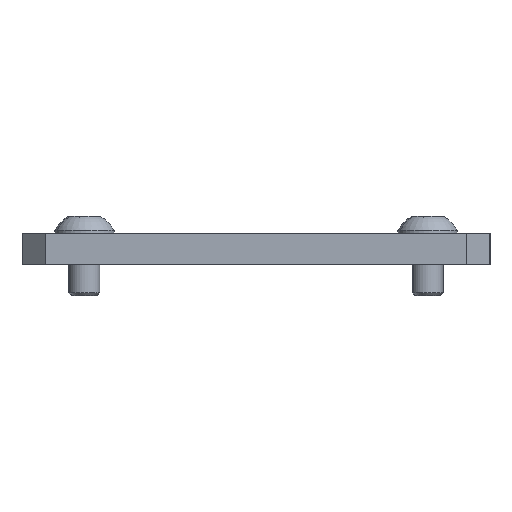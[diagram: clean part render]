
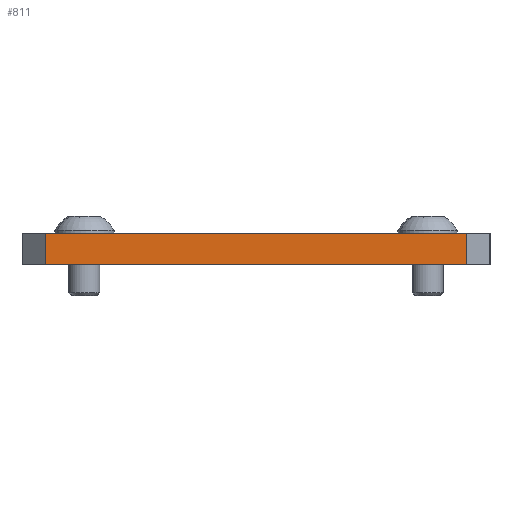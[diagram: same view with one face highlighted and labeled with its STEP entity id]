
A CAD part, left-side view. The second image highlights one B-rep face of the part: STEP entity #811.
In plain terms, the highlighted planar face has unit normal (-1, 0, 0).
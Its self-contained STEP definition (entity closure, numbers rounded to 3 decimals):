
#25 = DIRECTION ( 'NONE',  ( 0., -1., 0. ) ) ;
#32 = CARTESIAN_POINT ( 'NONE',  ( -65., -27., 4. ) ) ;
#135 = VECTOR ( 'NONE', #1363, 1000. ) ;
#172 = VERTEX_POINT ( 'NONE', #988 ) ;
#185 = CARTESIAN_POINT ( 'NONE',  ( -65., 30., 0. ) ) ;
#218 = EDGE_CURVE ( 'NONE', #1857, #172, #1160, .T. ) ;
#318 = CARTESIAN_POINT ( 'NONE',  ( -65., 27., 4. ) ) ;
#390 = FACE_OUTER_BOUND ( 'NONE', #1802, .T. ) ;
#398 = AXIS2_PLACEMENT_3D ( 'NONE', #604, #1019, #1629 ) ;
#458 = VECTOR ( 'NONE', #1657, 1000. ) ;
#468 = EDGE_CURVE ( 'NONE', #1191, #1519, #479, .T. ) ;
#479 = LINE ( 'NONE', #32, #135 ) ;
#483 = CARTESIAN_POINT ( 'NONE',  ( -65., 30., 4. ) ) ;
#604 = CARTESIAN_POINT ( 'NONE',  ( -65., 30., 4. ) ) ;
#677 = ORIENTED_EDGE ( 'NONE', *, *, #218, .T. ) ;
#811 = ADVANCED_FACE ( 'NONE', ( #390 ), #890, .F. ) ;
#815 = CARTESIAN_POINT ( 'NONE',  ( -65., -27., 4. ) ) ;
#825 = EDGE_CURVE ( 'NONE', #1857, #1519, #1620, .T. ) ;
#890 = PLANE ( 'NONE',  #398 ) ;
#934 = VECTOR ( 'NONE', #1866, 1000. ) ;
#988 = CARTESIAN_POINT ( 'NONE',  ( -65., 27., 0. ) ) ;
#1019 = DIRECTION ( 'NONE',  ( 1., 0., 0. ) ) ;
#1100 = ORIENTED_EDGE ( 'NONE', *, *, #1277, .T. ) ;
#1160 = LINE ( 'NONE', #1740, #934 ) ;
#1191 = VERTEX_POINT ( 'NONE', #1449 ) ;
#1260 = LINE ( 'NONE', #185, #1591 ) ;
#1277 = EDGE_CURVE ( 'NONE', #172, #1191, #1260, .T. ) ;
#1363 = DIRECTION ( 'NONE',  ( 0., 0., 1. ) ) ;
#1449 = CARTESIAN_POINT ( 'NONE',  ( -65., -27., 0. ) ) ;
#1496 = ORIENTED_EDGE ( 'NONE', *, *, #468, .T. ) ;
#1519 = VERTEX_POINT ( 'NONE', #815 ) ;
#1591 = VECTOR ( 'NONE', #25, 1000. ) ;
#1620 = LINE ( 'NONE', #483, #458 ) ;
#1629 = DIRECTION ( 'NONE',  ( 0., 0., -1. ) ) ;
#1651 = ORIENTED_EDGE ( 'NONE', *, *, #825, .F. ) ;
#1657 = DIRECTION ( 'NONE',  ( 0., -1., 0. ) ) ;
#1740 = CARTESIAN_POINT ( 'NONE',  ( -65., 27., 4. ) ) ;
#1802 = EDGE_LOOP ( 'NONE', ( #1651, #677, #1100, #1496 ) ) ;
#1857 = VERTEX_POINT ( 'NONE', #318 ) ;
#1866 = DIRECTION ( 'NONE',  ( 0., 0., -1. ) ) ;
